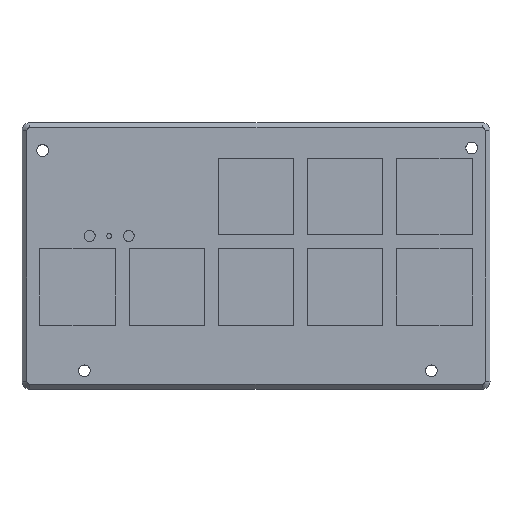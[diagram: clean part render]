
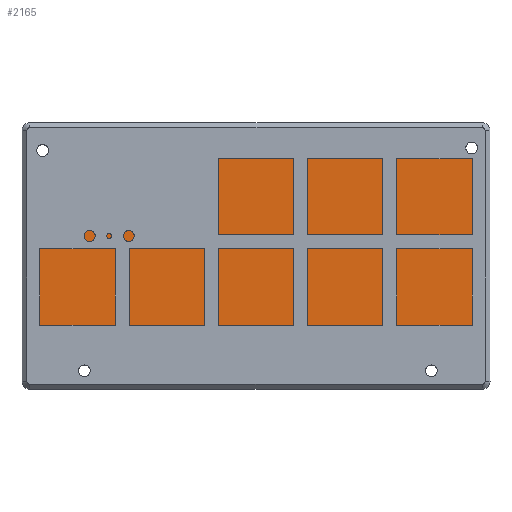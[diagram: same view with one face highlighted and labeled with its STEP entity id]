
A CAD part, top view. The second image highlights one B-rep face of the part: STEP entity #2165.
In plain terms, the highlighted planar face has unit normal (0, 0, 1).
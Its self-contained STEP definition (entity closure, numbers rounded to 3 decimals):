
#55=FACE_BOUND('',#383,.T.);
#56=FACE_BOUND('',#384,.T.);
#57=FACE_BOUND('',#385,.T.);
#58=FACE_BOUND('',#386,.T.);
#130=PLANE('',#2329);
#237=FACE_OUTER_BOUND('',#382,.T.);
#382=EDGE_LOOP('',(#1915,#1916,#1917,#1918));
#383=EDGE_LOOP('',(#1919));
#384=EDGE_LOOP('',(#1920));
#385=EDGE_LOOP('',(#1921));
#386=EDGE_LOOP('',(#1922));
#620=LINE('',#3417,#872);
#621=LINE('',#3419,#873);
#622=LINE('',#3421,#874);
#623=LINE('',#3422,#875);
#872=VECTOR('',#2814,10.);
#873=VECTOR('',#2815,10.);
#874=VECTOR('',#2816,10.);
#875=VECTOR('',#2817,10.);
#955=CIRCLE('',#2320,1.2);
#957=CIRCLE('',#2323,1.2);
#958=CIRCLE('',#2325,1.2);
#960=CIRCLE('',#2328,1.2);
#1121=VERTEX_POINT('',#3395);
#1123=VERTEX_POINT('',#3401);
#1124=VERTEX_POINT('',#3405);
#1126=VERTEX_POINT('',#3411);
#1127=VERTEX_POINT('',#3415);
#1128=VERTEX_POINT('',#3416);
#1129=VERTEX_POINT('',#3418);
#1130=VERTEX_POINT('',#3420);
#1394=EDGE_CURVE('',#1121,#1121,#955,.T.);
#1397=EDGE_CURVE('',#1123,#1123,#957,.T.);
#1399=EDGE_CURVE('',#1124,#1124,#958,.T.);
#1402=EDGE_CURVE('',#1126,#1126,#960,.T.);
#1404=EDGE_CURVE('',#1127,#1128,#620,.T.);
#1405=EDGE_CURVE('',#1128,#1129,#621,.T.);
#1406=EDGE_CURVE('',#1129,#1130,#622,.T.);
#1407=EDGE_CURVE('',#1130,#1127,#623,.T.);
#1915=ORIENTED_EDGE('',*,*,#1404,.T.);
#1916=ORIENTED_EDGE('',*,*,#1405,.T.);
#1917=ORIENTED_EDGE('',*,*,#1406,.T.);
#1918=ORIENTED_EDGE('',*,*,#1407,.T.);
#1919=ORIENTED_EDGE('',*,*,#1402,.T.);
#1920=ORIENTED_EDGE('',*,*,#1399,.T.);
#1921=ORIENTED_EDGE('',*,*,#1394,.T.);
#1922=ORIENTED_EDGE('',*,*,#1397,.T.);
#2165=ADVANCED_FACE('',(#237,#55,#56,#57,#58),#130,.T.);
#2320=AXIS2_PLACEMENT_3D('',#3396,#2790,#2791);
#2323=AXIS2_PLACEMENT_3D('',#3402,#2797,#2798);
#2325=AXIS2_PLACEMENT_3D('',#3406,#2802,#2803);
#2328=AXIS2_PLACEMENT_3D('',#3412,#2809,#2810);
#2329=AXIS2_PLACEMENT_3D('',#3414,#2812,#2813);
#2790=DIRECTION('center_axis',(0.,0.,-1.));
#2791=DIRECTION('ref_axis',(-1.,0.,0.));
#2797=DIRECTION('center_axis',(0.,0.,-1.));
#2798=DIRECTION('ref_axis',(-1.,0.,0.));
#2802=DIRECTION('center_axis',(0.,0.,-1.));
#2803=DIRECTION('ref_axis',(-1.,0.,0.));
#2809=DIRECTION('center_axis',(0.,0.,-1.));
#2810=DIRECTION('ref_axis',(1.,0.,0.));
#2812=DIRECTION('center_axis',(0.,0.,1.));
#2813=DIRECTION('ref_axis',(-1.,0.,0.));
#2814=DIRECTION('',(0.,-1.,0.));
#2815=DIRECTION('',(1.,0.,0.));
#2816=DIRECTION('',(0.,1.,0.));
#2817=DIRECTION('',(-1.,0.,0.));
#3395=CARTESIAN_POINT('',(90.6,47.2,2.));
#3396=CARTESIAN_POINT('Origin',(89.4,47.2,2.));
#3401=CARTESIAN_POINT('',(12.2,2.1,2.));
#3402=CARTESIAN_POINT('Origin',(11.,2.1,2.));
#3405=CARTESIAN_POINT('',(3.8,46.7,2.));
#3406=CARTESIAN_POINT('Origin',(2.6,46.7,2.));
#3411=CARTESIAN_POINT('',(82.4,2.1,2.));
#3412=CARTESIAN_POINT('Origin',(81.2,2.1,2.));
#3414=CARTESIAN_POINT('Origin',(45.75,24.65,2.));
#3415=CARTESIAN_POINT('',(0.,49.3,2.));
#3416=CARTESIAN_POINT('',(0.,0.,2.));
#3417=CARTESIAN_POINT('',(0.,49.3,2.));
#3418=CARTESIAN_POINT('',(91.5,0.,2.));
#3419=CARTESIAN_POINT('',(0.,0.,2.));
#3420=CARTESIAN_POINT('',(91.5,49.3,2.));
#3421=CARTESIAN_POINT('',(91.5,0.,2.));
#3422=CARTESIAN_POINT('',(91.5,49.3,2.));
